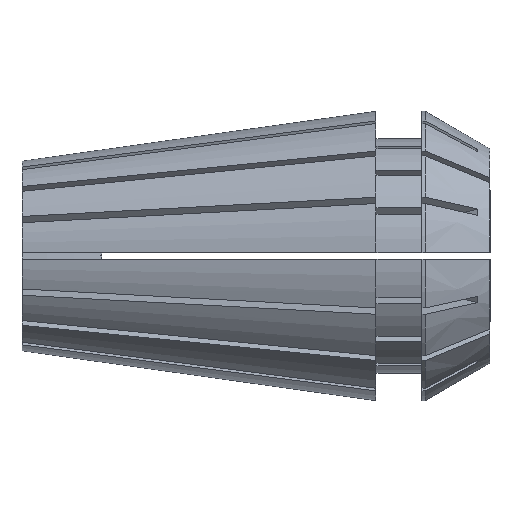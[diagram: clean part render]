
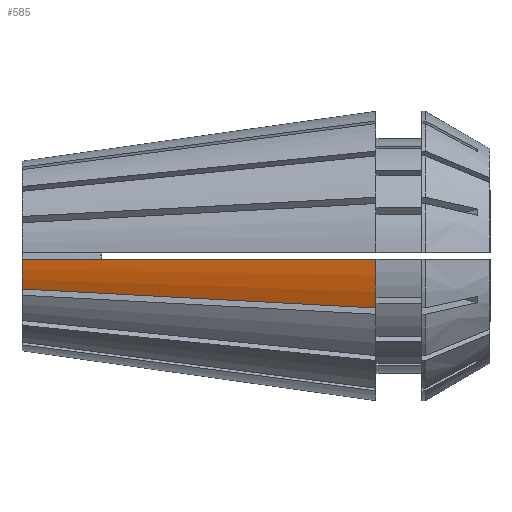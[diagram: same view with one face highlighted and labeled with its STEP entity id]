
A CAD part, top view. The second image highlights one B-rep face of the part: STEP entity #585.
In plain terms, the highlighted conical face has half-angle 8 degrees and reference radius 8.5 mm.
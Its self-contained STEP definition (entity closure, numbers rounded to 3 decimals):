
#9 = EDGE_CURVE ( 'NONE', #4130, #2258, #622, .T. ) ;
#585 = ADVANCED_FACE ( 'NONE', ( #5170 ), #2295, .T. ) ;
#622 = CIRCLE ( 'NONE', #2152, 8.5 ) ;
#880 = AXIS2_PLACEMENT_3D ( 'NONE', #5004, #4978, #4965 ) ;
#1041 = CARTESIAN_POINT ( 'NONE',  ( 20.8, -3.067, 7.928 ) ) ;
#1058 = CARTESIAN_POINT ( 'NONE',  ( 17.099, -2.868, 7.447 ) ) ;
#1082 = CARTESIAN_POINT ( 'NONE',  ( 20.8, -0.2, 8.498 ) ) ;
#1083 = CARTESIAN_POINT ( 'NONE',  ( 13.397, -2.669, 6.966 ) ) ;
#1105 = VERTEX_POINT ( 'NONE', #2860 ) ;
#1125 = CARTESIAN_POINT ( 'NONE',  ( 9.696, -2.47, 6.485 ) ) ;
#1180 = DIRECTION ( 'NONE',  ( 0., 0., -1. ) ) ;
#1183 = CARTESIAN_POINT ( 'NONE',  ( 6.464, -2.296, 6.066 ) ) ;
#1266 = CARTESIAN_POINT ( 'NONE',  ( 0., -1.948, 5.226 ) ) ;
#1328 = EDGE_CURVE ( 'NONE', #2258, #2430, #4699, .T. ) ;
#1331 = CARTESIAN_POINT ( 'NONE',  ( 3.232, -2.122, 5.646 ) ) ;
#1534 = DIRECTION ( 'NONE',  ( 1., 0., 0. ) ) ;
#1548 = CARTESIAN_POINT ( 'NONE',  ( 20.8, 0., 0. ) ) ;
#1782 = ORIENTED_EDGE ( 'NONE', *, *, #3242, .F. ) ;
#1956 = ORIENTED_EDGE ( 'NONE', *, *, #3572, .T. ) ;
#2152 = AXIS2_PLACEMENT_3D ( 'NONE', #4132, #4054, #4189 ) ;
#2239 = CARTESIAN_POINT ( 'NONE',  ( 4.748, -0.2, 6.241 ) ) ;
#2258 = VERTEX_POINT ( 'NONE', #1082 ) ;
#2295 = CONICAL_SURFACE ( 'NONE', #5633, 8.5, 0.14 ) ;
#2430 = VERTEX_POINT ( 'NONE', #4809 ) ;
#2829 = CARTESIAN_POINT ( 'NONE',  ( 0.935, -0.2, 5.705 ) ) ;
#2860 = CARTESIAN_POINT ( 'NONE',  ( 0., -1.948, 5.226 ) ) ;
#3242 = EDGE_CURVE ( 'NONE', #1105, #2430, #4046, .T. ) ;
#3264 = CARTESIAN_POINT ( 'NONE',  ( 20.8, -3.067, 7.928 ) ) ;
#3515 = ORIENTED_EDGE ( 'NONE', *, *, #1328, .T. ) ;
#3572 = EDGE_CURVE ( 'NONE', #1105, #4130, #4128, .T. ) ;
#3700 = CARTESIAN_POINT ( 'NONE',  ( 1.402, -0.2, 5.771 ) ) ;
#4046 = CIRCLE ( 'NONE', #880, 5.577 ) ;
#4052 = EDGE_LOOP ( 'NONE', ( #1782, #1956, #5730, #3515 ) ) ;
#4054 = DIRECTION ( 'NONE',  ( -1., 0., 0. ) ) ;
#4128 = B_SPLINE_CURVE_WITH_KNOTS ( 'NONE', 3,
 ( #1266, #1331, #1183, #1125, #1083, #1058, #1041 ),
 .UNSPECIFIED., .F., .F.,
 ( 4, 3, 4 ),
 ( 0., 0.01, 0.021 ),
 .UNSPECIFIED. ) ;
#4130 = VERTEX_POINT ( 'NONE', #3264 ) ;
#4132 = CARTESIAN_POINT ( 'NONE',  ( 20.8, 0., 0. ) ) ;
#4155 = CARTESIAN_POINT ( 'NONE',  ( 20.8, -0.2, 8.498 ) ) ;
#4189 = DIRECTION ( 'NONE',  ( 0., 0., 1. ) ) ;
#4699 = B_SPLINE_CURVE_WITH_KNOTS ( 'NONE', 3,
 ( #4155, #4871, #4791, #5323, #6125, #2239, #3700, #2829, #5291, #5372 ),
 .UNSPECIFIED., .F., .F.,
 ( 4, 3, 3, 4 ),
 ( 0.035, 0.045, 0.055, 0.056 ),
 .UNSPECIFIED. ) ;
#4791 = CARTESIAN_POINT ( 'NONE',  ( 14.56, -0.2, 7.621 ) ) ;
#4809 = CARTESIAN_POINT ( 'NONE',  ( 0., -0.2, 5.573 ) ) ;
#4871 = CARTESIAN_POINT ( 'NONE',  ( 17.68, -0.2, 8.059 ) ) ;
#4965 = DIRECTION ( 'NONE',  ( 0., 0., 1. ) ) ;
#4978 = DIRECTION ( 'NONE',  ( -1., 0., 0. ) ) ;
#5004 = CARTESIAN_POINT ( 'NONE',  ( 0., 0., 0. ) ) ;
#5170 = FACE_OUTER_BOUND ( 'NONE', #4052, .T. ) ;
#5291 = CARTESIAN_POINT ( 'NONE',  ( 0.467, -0.2, 5.639 ) ) ;
#5323 = CARTESIAN_POINT ( 'NONE',  ( 11.441, -0.2, 7.182 ) ) ;
#5372 = CARTESIAN_POINT ( 'NONE',  ( 0., -0.2, 5.573 ) ) ;
#5633 = AXIS2_PLACEMENT_3D ( 'NONE', #1548, #1534, #1180 ) ;
#5730 = ORIENTED_EDGE ( 'NONE', *, *, #9, .T. ) ;
#6125 = CARTESIAN_POINT ( 'NONE',  ( 8.094, -0.2, 6.712 ) ) ;
